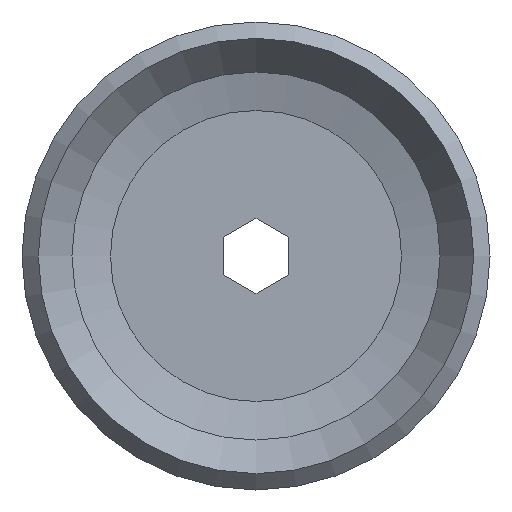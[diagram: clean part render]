
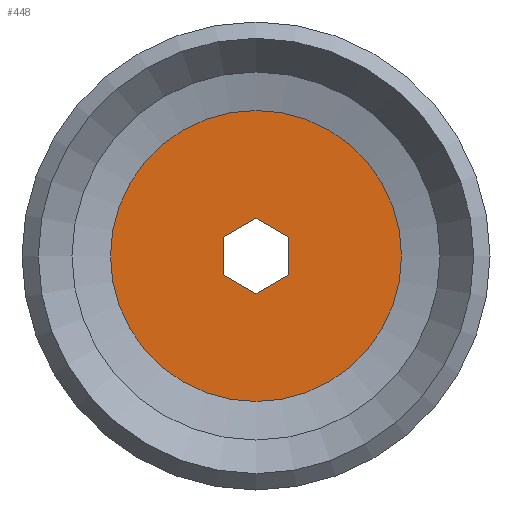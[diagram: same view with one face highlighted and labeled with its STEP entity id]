
A CAD part, front view. The second image highlights one B-rep face of the part: STEP entity #448.
In plain terms, the highlighted planar face has unit normal (0, -1, 0).
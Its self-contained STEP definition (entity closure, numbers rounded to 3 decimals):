
#37=LINE('',#641,#55);
#38=LINE('',#644,#56);
#39=LINE('',#646,#57);
#40=LINE('',#648,#58);
#41=LINE('',#650,#59);
#42=LINE('',#652,#60);
#55=VECTOR('',#561,1000.);
#56=VECTOR('',#562,1000.);
#57=VECTOR('',#563,1000.);
#58=VECTOR('',#564,1000.);
#59=VECTOR('',#565,1000.);
#60=VECTOR('',#566,1000.);
#100=ORIENTED_EDGE('',*,*,#151,.T.);
#101=ORIENTED_EDGE('',*,*,#152,.T.);
#102=ORIENTED_EDGE('',*,*,#153,.T.);
#103=ORIENTED_EDGE('',*,*,#154,.T.);
#104=ORIENTED_EDGE('',*,*,#155,.T.);
#105=ORIENTED_EDGE('',*,*,#156,.T.);
#106=ORIENTED_EDGE('',*,*,#150,.T.);
#150=EDGE_CURVE('',#182,#182,#202,.T.);
#151=EDGE_CURVE('',#183,#184,#37,.T.);
#152=EDGE_CURVE('',#184,#185,#38,.T.);
#153=EDGE_CURVE('',#185,#186,#39,.T.);
#154=EDGE_CURVE('',#186,#187,#40,.T.);
#155=EDGE_CURVE('',#187,#188,#41,.T.);
#156=EDGE_CURVE('',#188,#183,#42,.T.);
#182=VERTEX_POINT('',#639);
#183=VERTEX_POINT('',#642);
#184=VERTEX_POINT('',#643);
#185=VERTEX_POINT('',#645);
#186=VERTEX_POINT('',#647);
#187=VERTEX_POINT('',#649);
#188=VERTEX_POINT('',#651);
#202=CIRCLE('',#487,6.685);
#231=EDGE_LOOP('',(#100,#101,#102,#103,#104,#105));
#232=EDGE_LOOP('',(#106));
#267=FACE_BOUND('',#231,.T.);
#268=FACE_BOUND('',#232,.T.);
#279=PLANE('',#488);
#448=ADVANCED_FACE('',(#267,#268),#279,.F.);
#487=AXIS2_PLACEMENT_3D('',#638,#557,#558);
#488=AXIS2_PLACEMENT_3D('',#640,#559,#560);
#557=DIRECTION('',(0.,-1.,0.));
#558=DIRECTION('',(1.,0.,0.));
#559=DIRECTION('',(0.,1.,0.));
#560=DIRECTION('',(-1.,0.,0.));
#561=DIRECTION('',(0.866,0.,-0.5));
#562=DIRECTION('',(0.,0.,-1.));
#563=DIRECTION('',(-0.866,0.,-0.5));
#564=DIRECTION('',(-0.866,0.,0.5));
#565=DIRECTION('',(0.,0.,1.));
#566=DIRECTION('',(0.866,0.,0.5));
#638=CARTESIAN_POINT('',(0.,2.4,0.));
#639=CARTESIAN_POINT('',(6.685,2.4,0.));
#640=CARTESIAN_POINT('',(6.685,2.4,0.));
#641=CARTESIAN_POINT('',(0.,2.4,1.732));
#642=CARTESIAN_POINT('',(0.,2.4,1.732));
#643=CARTESIAN_POINT('',(1.5,2.4,0.866));
#644=CARTESIAN_POINT('',(1.5,2.4,0.));
#645=CARTESIAN_POINT('',(1.5,2.4,-0.866));
#646=CARTESIAN_POINT('',(1.5,2.4,-0.866));
#647=CARTESIAN_POINT('',(0.,2.4,-1.732));
#648=CARTESIAN_POINT('',(0.,2.4,-1.732));
#649=CARTESIAN_POINT('',(-1.5,2.4,-0.866));
#650=CARTESIAN_POINT('',(-1.5,2.4,-0.866));
#651=CARTESIAN_POINT('',(-1.5,2.4,0.866));
#652=CARTESIAN_POINT('',(-1.5,2.4,0.866));
